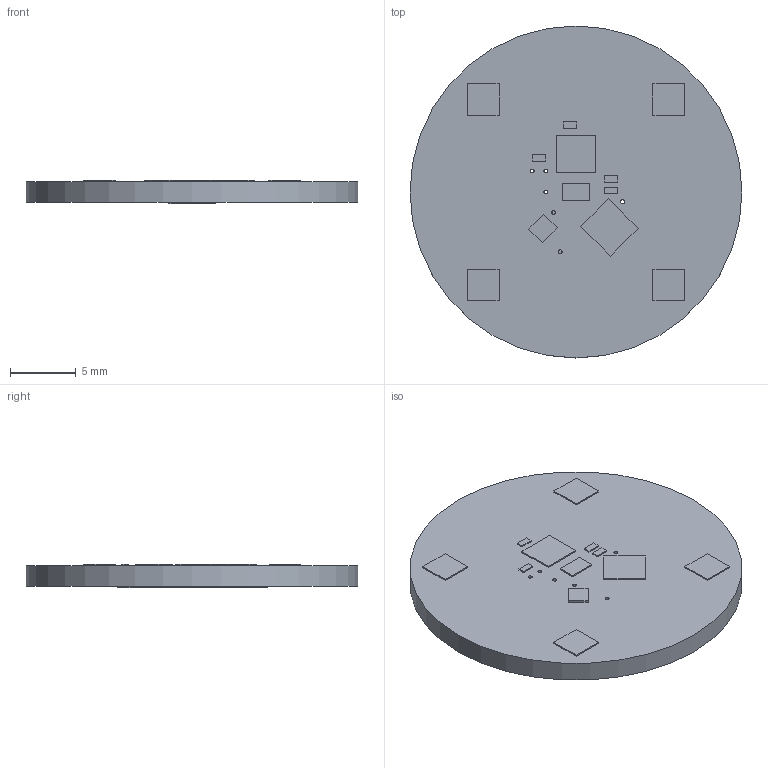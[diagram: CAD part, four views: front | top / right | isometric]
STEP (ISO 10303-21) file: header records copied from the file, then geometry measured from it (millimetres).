
FILE_DESCRIPTION(/* description */ (''),/* implementation_level */ '2;1');
FILE_NAME(/* name */ '75889312-416f-4058-bcb8-13b63332d1cd.stp',/* time_stamp */ '2020-06-12T14:15:04+00:00',/* author */ (''),/* organization */ (''),/* preprocessor_version */ 'ST-DEVELOPER v18.1',/* originating_system */ 'Autodesk Translation Framework v9.3.0.1241',/* authorisation */ '');
FILE_SCHEMA (('AUTOMOTIVE_DESIGN { 1 0 10303 214 3 1 1 }'));
Length unit declared in the file: millimetre
Products named in the file (10): 75889312-416f-4058-bcb8-13b63332d1cd; PCB Component; Board; MEDIUM_PAPER_FASTENER_TAP_BASIC_NO_MARKINGS_BATTERY_BOARD; Q65111A2362; SOT-23; SC-74-6; 6.2M; SC-70-5; TEKNIKIOLOGO
Assembly tree (15 placements, depth 3):
  75889312-416f-4058-bcb8-13b63332d1cd
    PCB Component
      Board
      MEDIUM_PAPER_FASTENER_TAP_BASIC_NO_MARKINGS_BATTERY_BOARD  x4
      Q65111A2362
      SOT-23
      SC-74-6
      6.2M  x4
      SC-70-5
      TEKNIKIOLOGO
Bounding box: 25.32 x 25.32 x 1.77 mm (x, y, z)
Volume: 770.2 mm3; surface area: 1341.1 mm2
Topology: 14 solids, 14 shells, 91 faces, 189 edges, 126 vertices
Faces by surface type: plane 80, cylinder 11
Full cylindrical faces by diameter (mm): 0.3 x6, 2.4 x4, 25.318 x1
Entity records: 1903 total; most frequent: DIRECTION 299, CARTESIAN_POINT 275, ORIENTED_EDGE 234, EDGE_CURVE 117, AXIS2_PLACEMENT_3D 102, LINE 95, VECTOR 95, VERTEX_POINT 78
